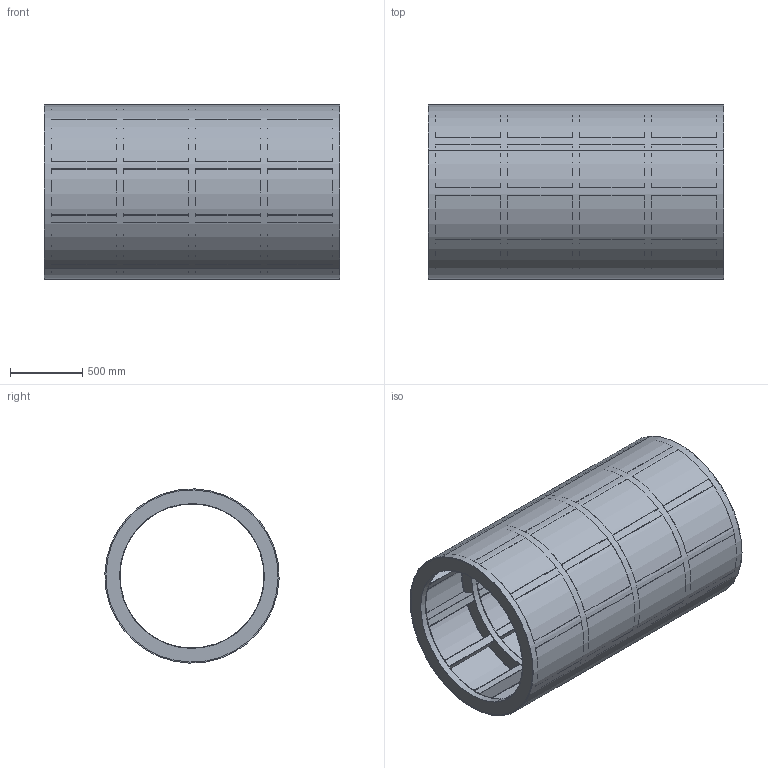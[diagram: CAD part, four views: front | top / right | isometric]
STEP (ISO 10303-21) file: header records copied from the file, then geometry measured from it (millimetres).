
FILE_DESCRIPTION(('CATIA V5 STEP Exchange'),'2;1');
FILE_NAME('Part1_1.stp','2022-05-15T11:38:14+00:00',('none'),('none'),'CATIA Version 5 Release 21 GA (IN-10)','CATIA V5 STEP AP203','none');
FILE_SCHEMA(('CONFIG_CONTROL_DESIGN'));
Length unit declared in the file: millimetre
Products named in the file (1): Part1
Bounding box: 2050 x 1209.66 x 1209.66 mm (x, y, z)
Volume: 64621665.3 mm3; surface area: 32433497.5 mm2
Topology: 1 solids, 46 shells, 532 faces, 1240 edges, 800 vertices
Faces by surface type: plane 452, cylinder 80
Entity records: 13950 total; most frequent: CARTESIAN_POINT 2847, ORIENTED_EDGE 2480, DIRECTION 1792, EDGE_CURVE 1240, VECTOR 1000, LINE 1000, VERTEX_POINT 800, EDGE_LOOP 544
